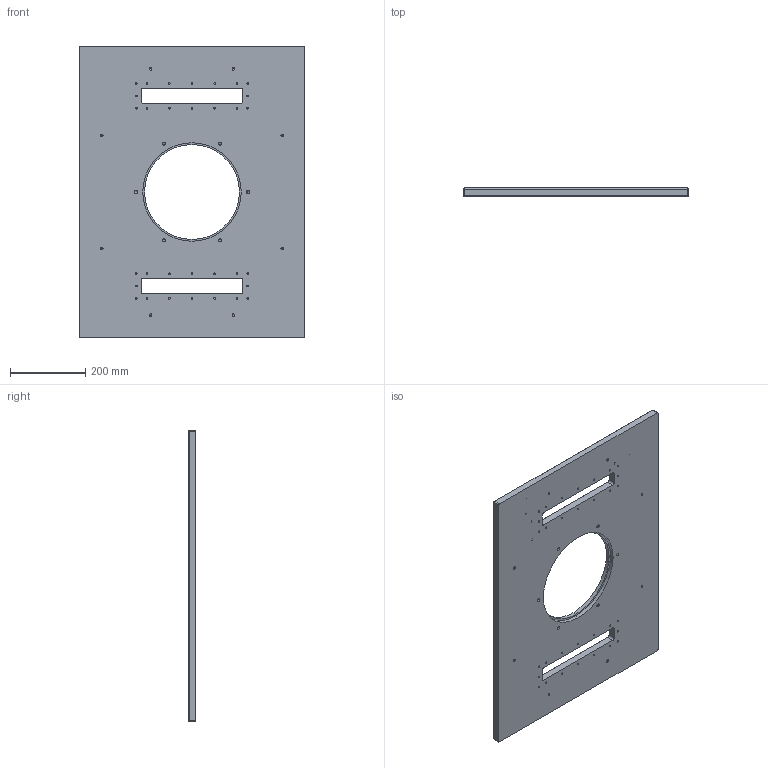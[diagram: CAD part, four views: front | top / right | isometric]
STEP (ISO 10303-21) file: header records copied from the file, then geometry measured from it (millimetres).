
FILE_DESCRIPTION (( 'STEP AP214' ), '1' );
FILE_NAME ('MainPlatform_Loop2.STEP', '2024-10-09T10:45:46', ( '' ), ( '' ), 'SwSTEP 2.0', 'SolidWorks 2024', '' );
FILE_SCHEMA (( 'AUTOMOTIVE_DESIGN' ));
Length unit declared in the file: millimetre
Products named in the file (1): MainPlatform_Loop2
Bounding box: 600 x 20 x 775 mm (x, y, z)
Volume: 7789299.2 mm3; surface area: 893495.3 mm2
Topology: 1 solids, 1 shells, 319 faces, 792 edges, 406 vertices
Faces by surface type: cylinder 148, cone 144, plane 27
Entity records: 8437 total; most frequent: DIRECTION 1600, CARTESIAN_POINT 1382, ORIENTED_EDGE 1312, EDGE_CURVE 656, AXIS2_PLACEMENT_3D 624, VERTEX_POINT 406, EDGE_LOOP 392, LINE 352
